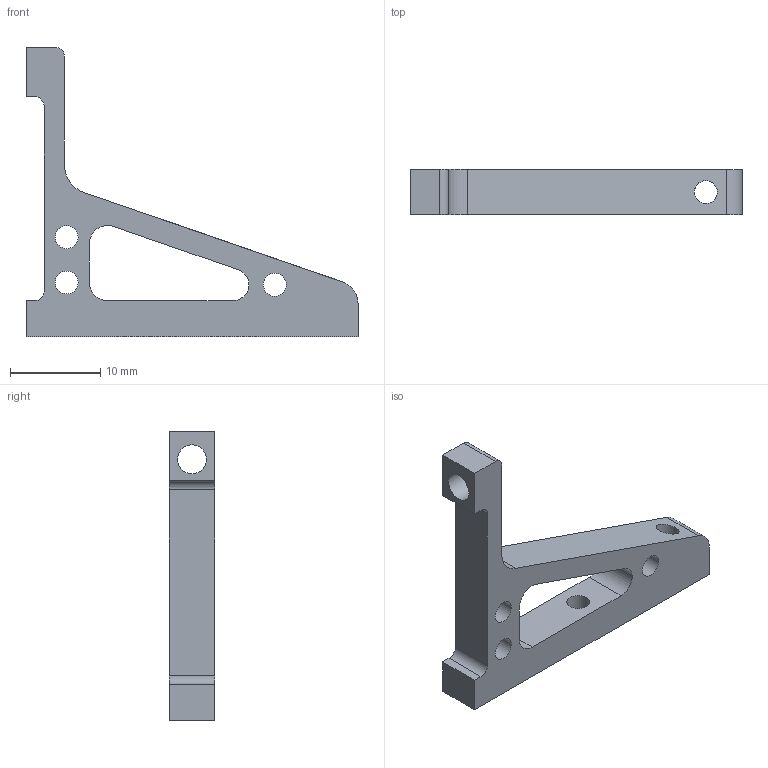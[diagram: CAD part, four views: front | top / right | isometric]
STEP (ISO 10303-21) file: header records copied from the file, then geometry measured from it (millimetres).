
FILE_DESCRIPTION(/* description */ (''),/* implementation_level */ '2;1');
FILE_NAME(/* name */ 'Support Bracket X2.step',/* time_stamp */ '2024-03-21T11:08:01-05:00',/* author */ (''),/* organization */ (''),/* preprocessor_version */ 'ST-DEVELOPER v20',/* originating_system */ 'Autodesk Translation Framework v12.20.1.177',/* authorisation */ '');
FILE_SCHEMA (('AUTOMOTIVE_DESIGN { 1 0 10303 214 3 1 1 }'));
Length unit declared in the file: millimetre
Products named in the file (1): P000035
Bounding box: 36.7 x 5 x 32 mm (x, y, z)
Volume: 1557.4 mm3; surface area: 1779.9 mm2
Topology: 1 solids, 1 shells, 31 faces, 84 edges, 56 vertices
Faces by surface type: plane 16, cylinder 15
Full cylindrical faces by diameter (mm): 2.529 x6, 3.2 x1
Entity records: 1056 total; most frequent: DIRECTION 178, CARTESIAN_POINT 172, ORIENTED_EDGE 168, EDGE_CURVE 84, AXIS2_PLACEMENT_3D 62, VERTEX_POINT 56, LINE 54, VECTOR 54
